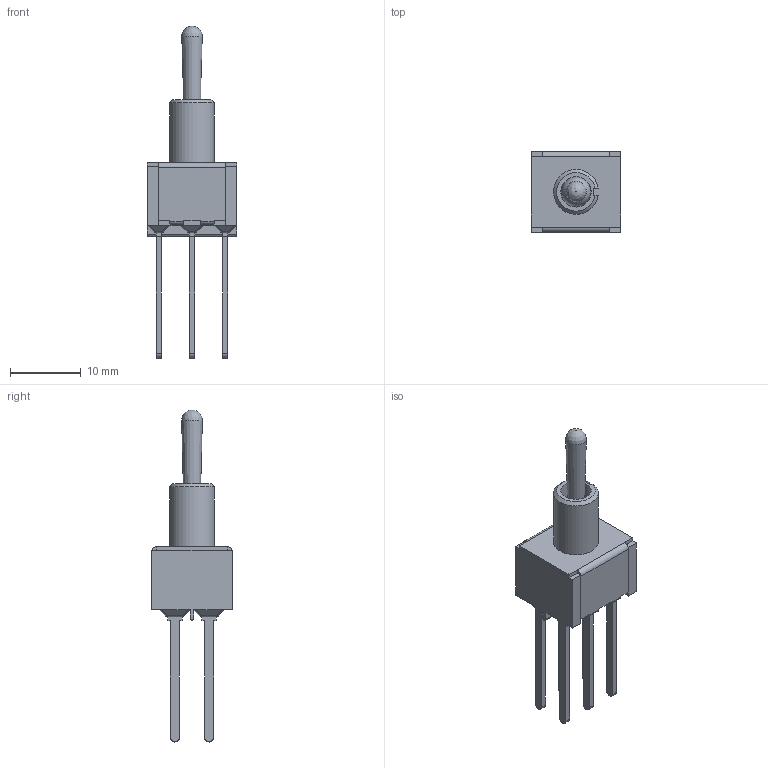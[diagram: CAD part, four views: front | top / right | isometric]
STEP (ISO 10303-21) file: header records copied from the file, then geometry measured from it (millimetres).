
FILE_DESCRIPTION(/* description */ (''),/* implementation_level */ '2;1');
FILE_NAME(/* name */ '100DPxT1B1M51xE.stp',/* time_stamp */ '2020-11-03T11:38:35-06:00',/* author */ ('mwilliams'),/* organization */ (''),/* preprocessor_version */ 'ST-DEVELOPER v18',/* originating_system */ 'Autodesk Inventor 2020',/* authorisation */ '');
FILE_SCHEMA (('AUTOMOTIVE_DESIGN { 1 0 10303 214 3 1 1 }'));
Length unit declared in the file: inch
Products named in the file (1): T123501_Shrinkwrap_1
Bounding box: 12.7 x 11.43 x 46.88 mm (x, y, z)
Volume: 1050.6 mm3; surface area: 2977.2 mm2
Topology: 10 solids, 10 shells, 364 faces, 922 edges, 570 vertices
Faces by surface type: plane 260, cylinder 75, sphere 25, cone 3, bspline 1
Full cylindrical faces by diameter (mm): 1.65 x1, 4.3 x1
Entity records: 10653 total; most frequent: CARTESIAN_POINT 1881, ORIENTED_EDGE 1796, DIRECTION 1787, EDGE_CURVE 898, LINE 733, VECTOR 733, VERTEX_POINT 570, AXIS2_PLACEMENT_3D 527
